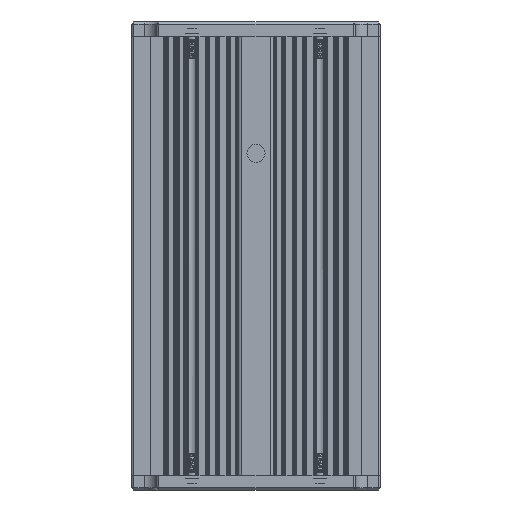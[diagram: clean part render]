
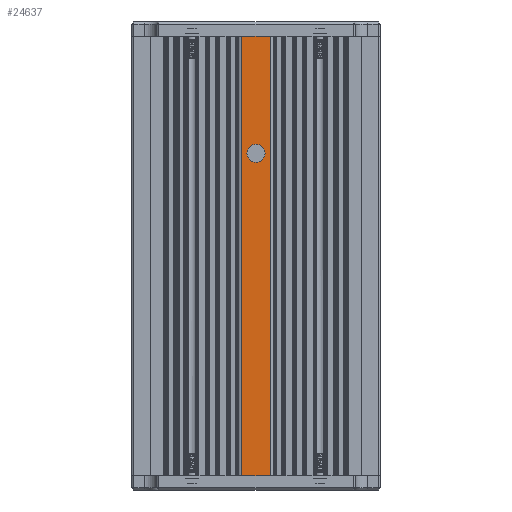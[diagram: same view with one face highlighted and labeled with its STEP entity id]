
A CAD part, front view. The second image highlights one B-rep face of the part: STEP entity #24637.
In plain terms, the highlighted planar face has unit normal (0, -1, 0).
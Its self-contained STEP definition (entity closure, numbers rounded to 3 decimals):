
#1106=FACE_BOUND('',#4199,.T.);
#1136=CIRCLE('',#25604,2.2);
#2876=FACE_OUTER_BOUND('',#4198,.T.);
#4198=EDGE_LOOP('',(#18760,#18761,#18762,#18763));
#4199=EDGE_LOOP('',(#18764));
#5761=LINE('',#46460,#7757);
#6174=LINE('',#48545,#8170);
#6205=LINE('',#48724,#8201);
#6206=LINE('',#48725,#8202);
#7757=VECTOR('',#30881,6.963);
#8170=VECTOR('',#32668,6.963);
#8201=VECTOR('',#32821,106.);
#8202=VECTOR('',#32822,106.);
#9175=VERTEX_POINT('',#35723);
#10487=VERTEX_POINT('',#46457);
#10488=VERTEX_POINT('',#46459);
#11472=VERTEX_POINT('',#48542);
#11473=VERTEX_POINT('',#48544);
#11616=EDGE_CURVE('',#9175,#9175,#1136,.T.);
#13169=EDGE_CURVE('',#10487,#10488,#5761,.T.);
#14205=EDGE_CURVE('',#11472,#11473,#6174,.T.);
#14295=EDGE_CURVE('',#11473,#10487,#6205,.T.);
#14296=EDGE_CURVE('',#10488,#11472,#6206,.T.);
#18760=ORIENTED_EDGE('',*,*,#14295,.F.);
#18761=ORIENTED_EDGE('',*,*,#14205,.F.);
#18762=ORIENTED_EDGE('',*,*,#14296,.F.);
#18763=ORIENTED_EDGE('',*,*,#13169,.F.);
#18764=ORIENTED_EDGE('',*,*,#11616,.F.);
#22699=PLANE('',#27320);
#24637=ADVANCED_FACE('',(#2876,#1106),#22699,.F.);
#25604=AXIS2_PLACEMENT_3D('',#35724,#28360,#28361);
#27320=AXIS2_PLACEMENT_3D('',#48723,#32819,#32820);
#28360=DIRECTION('center_axis',(0.,-1.,0.));
#28361=DIRECTION('ref_axis',(-1.,0.,0.));
#30881=DIRECTION('',(-1.,0.,0.));
#32668=DIRECTION('',(1.,0.,0.));
#32819=DIRECTION('center_axis',(0.,1.,0.));
#32820=DIRECTION('ref_axis',(1.,0.,0.));
#32821=DIRECTION('',(0.,0.,-1.));
#32822=DIRECTION('',(0.,0.,1.));
#35723=CARTESIAN_POINT('',(2.2,-10.,24.8));
#35724=CARTESIAN_POINT('Origin',(0.,-10.,24.8));
#46457=CARTESIAN_POINT('',(3.482,-10.,-53.));
#46459=CARTESIAN_POINT('',(-3.482,-10.,-53.));
#46460=CARTESIAN_POINT('',(3.482,-10.,-53.));
#48542=CARTESIAN_POINT('',(-3.482,-10.,53.));
#48544=CARTESIAN_POINT('',(3.482,-10.,53.));
#48545=CARTESIAN_POINT('',(-3.482,-10.,53.));
#48723=CARTESIAN_POINT('Origin',(-5.,-10.,53.));
#48724=CARTESIAN_POINT('',(3.482,-10.,53.));
#48725=CARTESIAN_POINT('',(-3.482,-10.,-53.));
